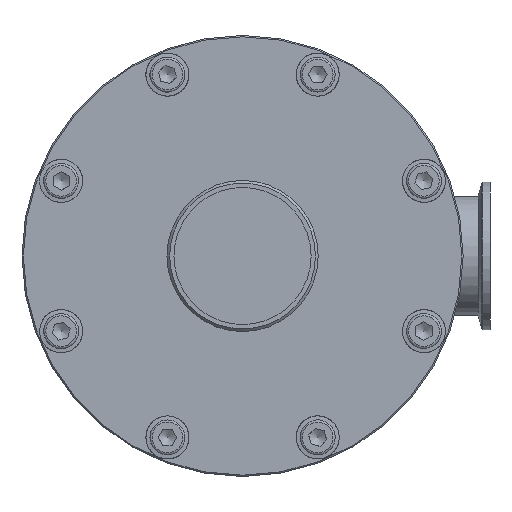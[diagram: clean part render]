
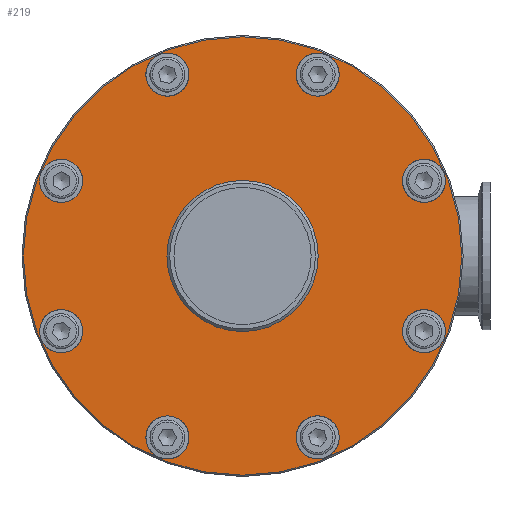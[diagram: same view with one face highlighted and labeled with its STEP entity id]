
A CAD part, front view. The second image highlights one B-rep face of the part: STEP entity #219.
In plain terms, the highlighted planar face has unit normal (0, -1, 0).
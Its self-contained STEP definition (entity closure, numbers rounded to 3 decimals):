
#49=CARTESIAN_POINT('',(58.003,-239.,21.281));
#50=VERTEX_POINT('',#49);
#51=CARTESIAN_POINT('',(62.443,-239.,27.936));
#52=DIRECTION('',(0.0,1.,0.0));
#53=DIRECTION('',(0.707,0.0,0.707));
#54=AXIS2_PLACEMENT_3D('',#51,#52,#53);
#55=CIRCLE('',#54,8.);
#56=EDGE_CURVE('',#50,#50,#55,.T.);
#77=CARTESIAN_POINT('',(24.502,-239.,59.598));
#78=VERTEX_POINT('',#77);
#79=CARTESIAN_POINT('',(22.936,-239.,67.443));
#80=DIRECTION('',(0.0,1.0,0.0));
#81=DIRECTION('',(0.0,0.0,1.0));
#82=AXIS2_PLACEMENT_3D('',#79,#80,#81);
#83=CIRCLE('',#82,8.);
#84=EDGE_CURVE('',#78,#78,#83,.T.);
#105=CARTESIAN_POINT('',(-26.281,-239.,63.003));
#106=VERTEX_POINT('',#105);
#107=CARTESIAN_POINT('',(-32.936,-239.,67.443));
#108=DIRECTION('',(0.0,1.0,0.0));
#109=DIRECTION('',(-0.707,0.0,0.707));
#110=AXIS2_PLACEMENT_3D('',#107,#108,#109);
#111=CIRCLE('',#110,8.);
#112=EDGE_CURVE('',#106,#106,#111,.T.);
#128=CARTESIAN_POINT('',(-60.075,-239.,0.));
#129=DIRECTION('',(0.0,-1.0,0.0));
#130=DIRECTION('',(0.0,0.0,-1.0));
#131=AXIS2_PLACEMENT_3D('',#128,#129,#130);
#132=PLANE('',#131);
#133=CARTESIAN_POINT('',(-86.5,-239.,0.));
#134=VERTEX_POINT('',#133);
#135=CARTESIAN_POINT('',(-5.,-239.,0.0));
#136=DIRECTION('',(0.0,1.0,0.0));
#137=DIRECTION('',(1.0,0.0,0.0));
#138=AXIS2_PLACEMENT_3D('',#135,#136,#137);
#139=CIRCLE('',#138,81.5);
#140=EDGE_CURVE('',#134,#134,#139,.T.);
#141=ORIENTED_EDGE('',*,*,#140,.F.);
#142=EDGE_LOOP('',(#141));
#143=FACE_OUTER_BOUND('',#142,.T.);
#144=ORIENTED_EDGE('',*,*,#56,.T.);
#145=EDGE_LOOP('',(#144));
#146=FACE_BOUND('',#145,.T.);
#147=CARTESIAN_POINT('',(58.003,-239.,-21.281));
#148=VERTEX_POINT('',#147);
#149=CARTESIAN_POINT('',(62.443,-239.,-27.936));
#150=DIRECTION('',(0.0,1.0,0.0));
#151=DIRECTION('',(1.0,0.0,0.0));
#152=AXIS2_PLACEMENT_3D('',#149,#150,#151);
#153=CIRCLE('',#152,8.);
#154=EDGE_CURVE('',#148,#148,#153,.T.);
#155=ORIENTED_EDGE('',*,*,#154,.T.);
#156=EDGE_LOOP('',(#155));
#157=FACE_BOUND('',#156,.T.);
#158=ORIENTED_EDGE('',*,*,#84,.T.);
#159=EDGE_LOOP('',(#158));
#160=FACE_BOUND('',#159,.T.);
#161=CARTESIAN_POINT('',(24.502,-239.,-59.598));
#162=VERTEX_POINT('',#161);
#163=CARTESIAN_POINT('',(22.936,-239.,-67.443));
#164=DIRECTION('',(0.0,1.,0.0));
#165=DIRECTION('',(0.707,0.0,-0.707));
#166=AXIS2_PLACEMENT_3D('',#163,#164,#165);
#167=CIRCLE('',#166,8.);
#168=EDGE_CURVE('',#162,#162,#167,.T.);
#169=ORIENTED_EDGE('',*,*,#168,.T.);
#170=EDGE_LOOP('',(#169));
#171=FACE_BOUND('',#170,.T.);
#172=ORIENTED_EDGE('',*,*,#112,.T.);
#173=EDGE_LOOP('',(#172));
#174=FACE_BOUND('',#173,.T.);
#175=CARTESIAN_POINT('',(-26.281,-239.,-63.003));
#176=VERTEX_POINT('',#175);
#177=CARTESIAN_POINT('',(-32.936,-239.,-67.443));
#178=DIRECTION('',(0.0,1.0,0.0));
#179=DIRECTION('',(0.0,0.0,-1.0));
#180=AXIS2_PLACEMENT_3D('',#177,#178,#179);
#181=CIRCLE('',#180,8.);
#182=EDGE_CURVE('',#176,#176,#181,.T.);
#183=ORIENTED_EDGE('',*,*,#182,.T.);
#184=EDGE_LOOP('',(#183));
#185=FACE_BOUND('',#184,.T.);
#186=CARTESIAN_POINT('',(-64.598,-239.,-29.502));
#187=VERTEX_POINT('',#186);
#188=CARTESIAN_POINT('',(-72.443,-239.,-27.936));
#189=DIRECTION('',(0.0,1.,0.0));
#190=DIRECTION('',(-0.707,0.0,-0.707));
#191=AXIS2_PLACEMENT_3D('',#188,#189,#190);
#192=CIRCLE('',#191,8.);
#193=EDGE_CURVE('',#187,#187,#192,.T.);
#194=ORIENTED_EDGE('',*,*,#193,.T.);
#195=EDGE_LOOP('',(#194));
#196=FACE_BOUND('',#195,.T.);
#197=CARTESIAN_POINT('',(23.1,-239.,0.));
#198=VERTEX_POINT('',#197);
#199=CARTESIAN_POINT('',(-5.,-239.,0.0));
#200=DIRECTION('',(0.0,-1.0,0.0));
#201=DIRECTION('',(-1.0,0.0,0.0));
#202=AXIS2_PLACEMENT_3D('',#199,#200,#201);
#203=CIRCLE('',#202,28.1);
#204=EDGE_CURVE('',#198,#198,#203,.T.);
#205=ORIENTED_EDGE('',*,*,#204,.F.);
#206=EDGE_LOOP('',(#205));
#207=FACE_BOUND('',#206,.T.);
#208=CARTESIAN_POINT('',(-64.598,-239.,29.502));
#209=VERTEX_POINT('',#208);
#210=CARTESIAN_POINT('',(-72.443,-239.,27.936));
#211=DIRECTION('',(0.0,1.0,0.0));
#212=DIRECTION('',(-1.0,0.0,0.0));
#213=AXIS2_PLACEMENT_3D('',#210,#211,#212);
#214=CIRCLE('',#213,8.);
#215=EDGE_CURVE('',#209,#209,#214,.T.);
#216=ORIENTED_EDGE('',*,*,#215,.T.);
#217=EDGE_LOOP('',(#216));
#218=FACE_BOUND('',#217,.T.);
#219=ADVANCED_FACE('',(#143,#146,#157,#160,#171,#174,#185,#196,#207,#218),#132,.T.);
